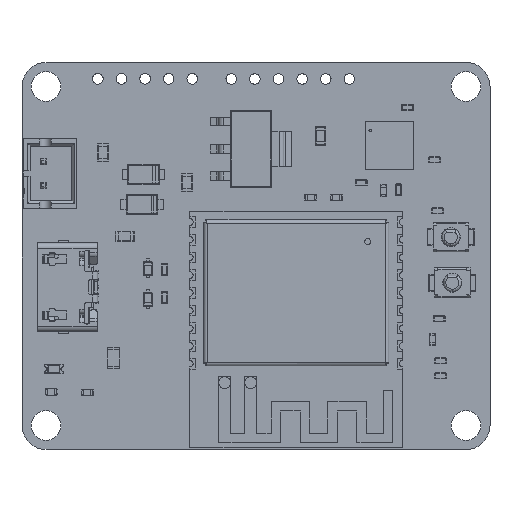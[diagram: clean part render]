
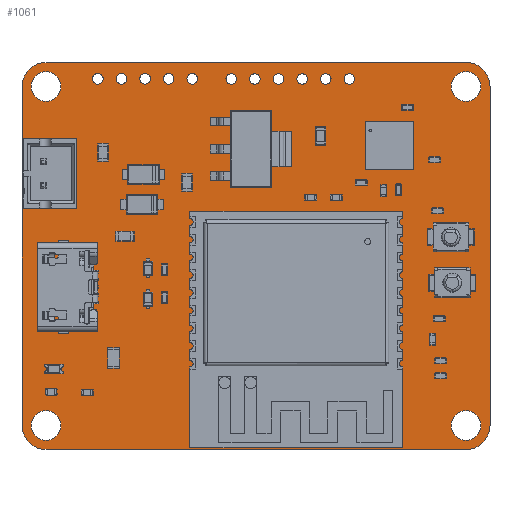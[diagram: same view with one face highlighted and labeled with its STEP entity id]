
A CAD part, top view. The second image highlights one B-rep face of the part: STEP entity #1061.
In plain terms, the highlighted planar face has unit normal (0, 0, 1).
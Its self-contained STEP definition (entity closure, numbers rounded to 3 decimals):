
#184 = VERTEX_POINT('',#185);
#185 = CARTESIAN_POINT('',(0.406,2.591,0.411));
#191 = EDGE_CURVE('',#184,#192,#194,.T.);
#192 = VERTEX_POINT('',#193);
#193 = CARTESIAN_POINT('',(0.406,31.293,0.411));
#194 = LINE('',#195,#196);
#195 = CARTESIAN_POINT('',(0.406,2.591,0.411));
#196 = VECTOR('',#197,1.);
#197 = DIRECTION('',(0.,1.,0.));
#222 = EDGE_CURVE('',#192,#223,#225,.T.);
#223 = VERTEX_POINT('',#224);
#224 = CARTESIAN_POINT('',(2.438,33.325,0.411));
#225 = CIRCLE('',#226,2.033);
#226 = AXIS2_PLACEMENT_3D('',#227,#228,#229);
#227 = CARTESIAN_POINT('',(2.439,31.292,0.411));
#228 = DIRECTION('',(0.,0.,-1.));
#229 = DIRECTION('',(-1.,0.001,0.));
#255 = EDGE_CURVE('',#223,#256,#258,.T.);
#256 = VERTEX_POINT('',#257);
#257 = CARTESIAN_POINT('',(37.998,33.325,0.411));
#258 = LINE('',#259,#260);
#259 = CARTESIAN_POINT('',(2.438,33.325,0.411));
#260 = VECTOR('',#261,1.);
#261 = DIRECTION('',(1.,0.,0.));
#286 = EDGE_CURVE('',#256,#287,#289,.T.);
#287 = VERTEX_POINT('',#288);
#288 = CARTESIAN_POINT('',(40.03,31.293,0.411));
#289 = CIRCLE('',#290,2.031);
#290 = AXIS2_PLACEMENT_3D('',#291,#292,#293);
#291 = CARTESIAN_POINT('',(37.999,31.294,0.411));
#292 = DIRECTION('',(0.,0.,-1.));
#293 = DIRECTION('',(0.,1.,0.));
#319 = EDGE_CURVE('',#287,#320,#322,.T.);
#320 = VERTEX_POINT('',#321);
#321 = CARTESIAN_POINT('',(40.03,2.591,0.411));
#322 = LINE('',#323,#324);
#323 = CARTESIAN_POINT('',(40.03,31.293,0.411));
#324 = VECTOR('',#325,1.);
#325 = DIRECTION('',(0.,-1.,0.));
#350 = EDGE_CURVE('',#320,#351,#353,.T.);
#351 = VERTEX_POINT('',#352);
#352 = CARTESIAN_POINT('',(37.998,0.559,0.411));
#353 = CIRCLE('',#354,2.031);
#354 = AXIS2_PLACEMENT_3D('',#355,#356,#357);
#355 = CARTESIAN_POINT('',(37.999,2.59,0.411));
#356 = DIRECTION('',(0.,0.,-1.));
#357 = DIRECTION('',(1.,0.,0.));
#383 = EDGE_CURVE('',#351,#384,#386,.T.);
#384 = VERTEX_POINT('',#385);
#385 = CARTESIAN_POINT('',(2.438,0.559,0.411));
#386 = LINE('',#387,#388);
#387 = CARTESIAN_POINT('',(37.998,0.559,0.411));
#388 = VECTOR('',#389,1.);
#389 = DIRECTION('',(-1.,0.,0.));
#414 = EDGE_CURVE('',#384,#184,#415,.T.);
#415 = CIRCLE('',#416,2.033);
#416 = AXIS2_PLACEMENT_3D('',#417,#418,#419);
#417 = CARTESIAN_POINT('',(2.439,2.592,0.411));
#418 = DIRECTION('',(0.,0.,-1.));
#419 = DIRECTION('',(-0.001,-1.,0.));
#440 = VERTEX_POINT('',#441);
#441 = CARTESIAN_POINT('',(3.688,2.591,0.411));
#447 = EDGE_CURVE('',#440,#440,#448,.T.);
#448 = CIRCLE('',#449,1.25);
#449 = AXIS2_PLACEMENT_3D('',#450,#451,#452);
#450 = CARTESIAN_POINT('',(2.438,2.591,0.411));
#451 = DIRECTION('',(0.,0.,1.));
#452 = DIRECTION('',(1.,0.,0.));
#473 = VERTEX_POINT('',#474);
#474 = CARTESIAN_POINT('',(3.688,31.293,0.411));
#480 = EDGE_CURVE('',#473,#473,#481,.T.);
#481 = CIRCLE('',#482,1.25);
#482 = AXIS2_PLACEMENT_3D('',#483,#484,#485);
#483 = CARTESIAN_POINT('',(2.438,31.293,0.411));
#484 = DIRECTION('',(0.,0.,1.));
#485 = DIRECTION('',(1.,0.,0.));
#506 = VERTEX_POINT('',#507);
#507 = CARTESIAN_POINT('',(3.904,22.927,0.411));
#513 = EDGE_CURVE('',#506,#506,#514,.T.);
#514 = CIRCLE('',#515,0.45);
#515 = AXIS2_PLACEMENT_3D('',#516,#517,#518);
#516 = CARTESIAN_POINT('',(3.454,22.927,0.411));
#517 = DIRECTION('',(0.,0.,1.));
#518 = DIRECTION('',(1.,0.,0.));
#539 = VERTEX_POINT('',#540);
#540 = CARTESIAN_POINT('',(3.904,24.927,0.411));
#546 = EDGE_CURVE('',#539,#539,#547,.T.);
#547 = CIRCLE('',#548,0.45);
#548 = AXIS2_PLACEMENT_3D('',#549,#550,#551);
#549 = CARTESIAN_POINT('',(3.454,24.927,0.411));
#550 = DIRECTION('',(0.,0.,1.));
#551 = DIRECTION('',(1.,0.,0.));
#572 = VERTEX_POINT('',#573);
#573 = CARTESIAN_POINT('',(9.274,31.944,0.411));
#579 = EDGE_CURVE('',#572,#572,#580,.T.);
#580 = CIRCLE('',#581,0.45);
#581 = AXIS2_PLACEMENT_3D('',#582,#583,#584);
#582 = CARTESIAN_POINT('',(8.824,31.944,0.411));
#583 = DIRECTION('',(0.,0.,1.));
#584 = DIRECTION('',(1.,0.,0.));
#605 = VERTEX_POINT('',#606);
#606 = CARTESIAN_POINT('',(7.274,31.944,0.411));
#612 = EDGE_CURVE('',#605,#605,#613,.T.);
#613 = CIRCLE('',#614,0.45);
#614 = AXIS2_PLACEMENT_3D('',#615,#616,#617);
#615 = CARTESIAN_POINT('',(6.824,31.944,0.411));
#616 = DIRECTION('',(0.,0.,1.));
#617 = DIRECTION('',(1.,0.,0.));
#638 = VERTEX_POINT('',#639);
#639 = CARTESIAN_POINT('',(13.274,31.944,0.411));
#645 = EDGE_CURVE('',#638,#638,#646,.T.);
#646 = CIRCLE('',#647,0.45);
#647 = AXIS2_PLACEMENT_3D('',#648,#649,#650);
#648 = CARTESIAN_POINT('',(12.824,31.944,0.411));
#649 = DIRECTION('',(0.,0.,1.));
#650 = DIRECTION('',(1.,0.,0.));
#671 = VERTEX_POINT('',#672);
#672 = CARTESIAN_POINT('',(11.274,31.944,0.411));
#678 = EDGE_CURVE('',#671,#671,#679,.T.);
#679 = CIRCLE('',#680,0.45);
#680 = AXIS2_PLACEMENT_3D('',#681,#682,#683);
#681 = CARTESIAN_POINT('',(10.824,31.944,0.411));
#682 = DIRECTION('',(0.,0.,1.));
#683 = DIRECTION('',(1.,0.,0.));
#704 = VERTEX_POINT('',#705);
#705 = CARTESIAN_POINT('',(22.573,31.928,0.411));
#711 = EDGE_CURVE('',#704,#704,#712,.T.);
#712 = CIRCLE('',#713,0.45);
#713 = AXIS2_PLACEMENT_3D('',#714,#715,#716);
#714 = CARTESIAN_POINT('',(22.123,31.928,0.411));
#715 = DIRECTION('',(0.,0.,1.));
#716 = DIRECTION('',(1.,0.,0.));
#737 = VERTEX_POINT('',#738);
#738 = CARTESIAN_POINT('',(20.573,31.928,0.411));
#744 = EDGE_CURVE('',#737,#737,#745,.T.);
#745 = CIRCLE('',#746,0.45);
#746 = AXIS2_PLACEMENT_3D('',#747,#748,#749);
#747 = CARTESIAN_POINT('',(20.123,31.928,0.411));
#748 = DIRECTION('',(0.,0.,1.));
#749 = DIRECTION('',(1.,0.,0.));
#770 = VERTEX_POINT('',#771);
#771 = CARTESIAN_POINT('',(39.248,2.591,0.411));
#777 = EDGE_CURVE('',#770,#770,#778,.T.);
#778 = CIRCLE('',#779,1.25);
#779 = AXIS2_PLACEMENT_3D('',#780,#781,#782);
#780 = CARTESIAN_POINT('',(37.998,2.591,0.411));
#781 = DIRECTION('',(0.,0.,1.));
#782 = DIRECTION('',(1.,0.,0.));
#803 = VERTEX_POINT('',#804);
#804 = CARTESIAN_POINT('',(39.248,31.293,0.411));
#810 = EDGE_CURVE('',#803,#803,#811,.T.);
#811 = CIRCLE('',#812,1.25);
#812 = AXIS2_PLACEMENT_3D('',#813,#814,#815);
#813 = CARTESIAN_POINT('',(37.998,31.293,0.411));
#814 = DIRECTION('',(0.,0.,1.));
#815 = DIRECTION('',(1.,0.,0.));
#836 = VERTEX_POINT('',#837);
#837 = CARTESIAN_POINT('',(18.573,31.928,0.411));
#843 = EDGE_CURVE('',#836,#836,#844,.T.);
#844 = CIRCLE('',#845,0.45);
#845 = AXIS2_PLACEMENT_3D('',#846,#847,#848);
#846 = CARTESIAN_POINT('',(18.123,31.928,0.411));
#847 = DIRECTION('',(0.,0.,1.));
#848 = DIRECTION('',(1.,0.,0.));
#869 = VERTEX_POINT('',#870);
#870 = CARTESIAN_POINT('',(15.274,31.944,0.411));
#876 = EDGE_CURVE('',#869,#869,#877,.T.);
#877 = CIRCLE('',#878,0.45);
#878 = AXIS2_PLACEMENT_3D('',#879,#880,#881);
#879 = CARTESIAN_POINT('',(14.824,31.944,0.411));
#880 = DIRECTION('',(0.,0.,1.));
#881 = DIRECTION('',(1.,0.,0.));
#902 = VERTEX_POINT('',#903);
#903 = CARTESIAN_POINT('',(28.573,31.928,0.411));
#909 = EDGE_CURVE('',#902,#902,#910,.T.);
#910 = CIRCLE('',#911,0.45);
#911 = AXIS2_PLACEMENT_3D('',#912,#913,#914);
#912 = CARTESIAN_POINT('',(28.123,31.928,0.411));
#913 = DIRECTION('',(0.,0.,1.));
#914 = DIRECTION('',(1.,0.,0.));
#935 = VERTEX_POINT('',#936);
#936 = CARTESIAN_POINT('',(24.573,31.928,0.411));
#942 = EDGE_CURVE('',#935,#935,#943,.T.);
#943 = CIRCLE('',#944,0.45);
#944 = AXIS2_PLACEMENT_3D('',#945,#946,#947);
#945 = CARTESIAN_POINT('',(24.123,31.928,0.411));
#946 = DIRECTION('',(0.,0.,1.));
#947 = DIRECTION('',(1.,0.,0.));
#968 = VERTEX_POINT('',#969);
#969 = CARTESIAN_POINT('',(26.573,31.928,0.411));
#975 = EDGE_CURVE('',#968,#968,#976,.T.);
#976 = CIRCLE('',#977,0.45);
#977 = AXIS2_PLACEMENT_3D('',#978,#979,#980);
#978 = CARTESIAN_POINT('',(26.123,31.928,0.411));
#979 = DIRECTION('',(0.,0.,1.));
#980 = DIRECTION('',(1.,0.,0.));
#1061 = ADVANCED_FACE('',(#1062,#1072,#1075,#1078,#1081,#1084,#1087,
    #1090,#1093,#1096,#1099,#1102,#1105,#1108,#1111,#1114,#1117,#1120),
  #1123,.T.);
#1062 = FACE_BOUND('',#1063,.F.);
#1063 = EDGE_LOOP('',(#1064,#1065,#1066,#1067,#1068,#1069,#1070,#1071));
#1064 = ORIENTED_EDGE('',*,*,#191,.T.);
#1065 = ORIENTED_EDGE('',*,*,#222,.T.);
#1066 = ORIENTED_EDGE('',*,*,#255,.T.);
#1067 = ORIENTED_EDGE('',*,*,#286,.T.);
#1068 = ORIENTED_EDGE('',*,*,#319,.T.);
#1069 = ORIENTED_EDGE('',*,*,#350,.T.);
#1070 = ORIENTED_EDGE('',*,*,#383,.T.);
#1071 = ORIENTED_EDGE('',*,*,#414,.T.);
#1072 = FACE_BOUND('',#1073,.T.);
#1073 = EDGE_LOOP('',(#1074));
#1074 = ORIENTED_EDGE('',*,*,#447,.F.);
#1075 = FACE_BOUND('',#1076,.T.);
#1076 = EDGE_LOOP('',(#1077));
#1077 = ORIENTED_EDGE('',*,*,#480,.F.);
#1078 = FACE_BOUND('',#1079,.T.);
#1079 = EDGE_LOOP('',(#1080));
#1080 = ORIENTED_EDGE('',*,*,#513,.F.);
#1081 = FACE_BOUND('',#1082,.T.);
#1082 = EDGE_LOOP('',(#1083));
#1083 = ORIENTED_EDGE('',*,*,#546,.F.);
#1084 = FACE_BOUND('',#1085,.T.);
#1085 = EDGE_LOOP('',(#1086));
#1086 = ORIENTED_EDGE('',*,*,#579,.F.);
#1087 = FACE_BOUND('',#1088,.T.);
#1088 = EDGE_LOOP('',(#1089));
#1089 = ORIENTED_EDGE('',*,*,#612,.F.);
#1090 = FACE_BOUND('',#1091,.T.);
#1091 = EDGE_LOOP('',(#1092));
#1092 = ORIENTED_EDGE('',*,*,#645,.F.);
#1093 = FACE_BOUND('',#1094,.T.);
#1094 = EDGE_LOOP('',(#1095));
#1095 = ORIENTED_EDGE('',*,*,#678,.F.);
#1096 = FACE_BOUND('',#1097,.T.);
#1097 = EDGE_LOOP('',(#1098));
#1098 = ORIENTED_EDGE('',*,*,#711,.F.);
#1099 = FACE_BOUND('',#1100,.T.);
#1100 = EDGE_LOOP('',(#1101));
#1101 = ORIENTED_EDGE('',*,*,#744,.F.);
#1102 = FACE_BOUND('',#1103,.T.);
#1103 = EDGE_LOOP('',(#1104));
#1104 = ORIENTED_EDGE('',*,*,#777,.F.);
#1105 = FACE_BOUND('',#1106,.T.);
#1106 = EDGE_LOOP('',(#1107));
#1107 = ORIENTED_EDGE('',*,*,#810,.F.);
#1108 = FACE_BOUND('',#1109,.T.);
#1109 = EDGE_LOOP('',(#1110));
#1110 = ORIENTED_EDGE('',*,*,#843,.F.);
#1111 = FACE_BOUND('',#1112,.T.);
#1112 = EDGE_LOOP('',(#1113));
#1113 = ORIENTED_EDGE('',*,*,#876,.F.);
#1114 = FACE_BOUND('',#1115,.T.);
#1115 = EDGE_LOOP('',(#1116));
#1116 = ORIENTED_EDGE('',*,*,#909,.F.);
#1117 = FACE_BOUND('',#1118,.T.);
#1118 = EDGE_LOOP('',(#1119));
#1119 = ORIENTED_EDGE('',*,*,#942,.F.);
#1120 = FACE_BOUND('',#1121,.T.);
#1121 = EDGE_LOOP('',(#1122));
#1122 = ORIENTED_EDGE('',*,*,#975,.F.);
#1123 = PLANE('',#1124);
#1124 = AXIS2_PLACEMENT_3D('',#1125,#1126,#1127);
#1125 = CARTESIAN_POINT('',(0.406,2.591,0.411));
#1126 = DIRECTION('',(0.,0.,1.));
#1127 = DIRECTION('',(1.,0.,0.));
